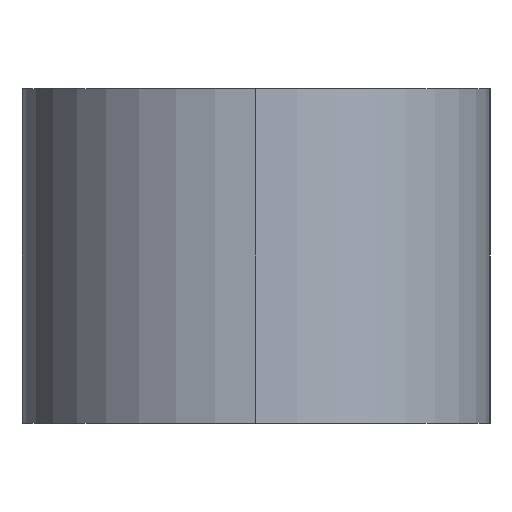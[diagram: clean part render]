
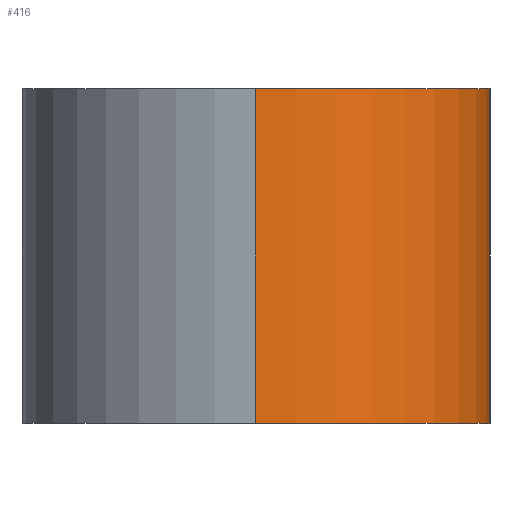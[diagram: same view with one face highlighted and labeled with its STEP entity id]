
A CAD part, left-side view. The second image highlights one B-rep face of the part: STEP entity #416.
In plain terms, the highlighted cylindrical face has radius 7 mm (diameter 14 mm), a partial arc.
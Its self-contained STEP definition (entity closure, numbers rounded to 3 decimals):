
#8 = CIRCLE ( 'NONE', #163, 7. ) ;
#9 = ORIENTED_EDGE ( 'NONE', *, *, #324, .T. ) ;
#14 = LINE ( 'NONE', #51, #199 ) ;
#18 = CARTESIAN_POINT ( 'NONE',  ( 0., 0., 5. ) ) ;
#51 = CARTESIAN_POINT ( 'NONE',  ( -7., 0., 5. ) ) ;
#57 = CYLINDRICAL_SURFACE ( 'NONE', #236, 7. ) ;
#70 = VERTEX_POINT ( 'NONE', #405 ) ;
#82 = ORIENTED_EDGE ( 'NONE', *, *, #289, .T. ) ;
#84 = FACE_OUTER_BOUND ( 'NONE', #164, .T. ) ;
#106 = VERTEX_POINT ( 'NONE', #107 ) ;
#107 = CARTESIAN_POINT ( 'NONE',  ( -7., 0., 5. ) ) ;
#111 = CARTESIAN_POINT ( 'NONE',  ( -7., 0., -5. ) ) ;
#115 = DIRECTION ( 'NONE',  ( 0., 0., -1. ) ) ;
#135 = AXIS2_PLACEMENT_3D ( 'NONE', #18, #234, #406 ) ;
#162 = VERTEX_POINT ( 'NONE', #248 ) ;
#163 = AXIS2_PLACEMENT_3D ( 'NONE', #335, #305, #207 ) ;
#164 = EDGE_LOOP ( 'NONE', ( #301, #9, #82, #389 ) ) ;
#174 = DIRECTION ( 'NONE',  ( 0., 0., -1. ) ) ;
#185 = CIRCLE ( 'NONE', #135, 7. ) ;
#199 = VECTOR ( 'NONE', #174, 1000. ) ;
#207 = DIRECTION ( 'NONE',  ( 1., 0., 0. ) ) ;
#211 = DIRECTION ( 'NONE',  ( 0., 0., -1. ) ) ;
#234 = DIRECTION ( 'NONE',  ( 0., 0., 1. ) ) ;
#236 = AXIS2_PLACEMENT_3D ( 'NONE', #371, #211, #338 ) ;
#248 = CARTESIAN_POINT ( 'NONE',  ( 0., -7., 5. ) ) ;
#283 = EDGE_CURVE ( 'NONE', #106, #162, #185, .T. ) ;
#289 = EDGE_CURVE ( 'NONE', #403, #70, #8, .T. ) ;
#301 = ORIENTED_EDGE ( 'NONE', *, *, #283, .F. ) ;
#305 = DIRECTION ( 'NONE',  ( 0., 0., 1. ) ) ;
#324 = EDGE_CURVE ( 'NONE', #106, #403, #14, .T. ) ;
#335 = CARTESIAN_POINT ( 'NONE',  ( 0., 0., -5. ) ) ;
#338 = DIRECTION ( 'NONE',  ( -1., 0., 0. ) ) ;
#369 = LINE ( 'NONE', #404, #400 ) ;
#371 = CARTESIAN_POINT ( 'NONE',  ( 0., 0., 5. ) ) ;
#389 = ORIENTED_EDGE ( 'NONE', *, *, #407, .F. ) ;
#400 = VECTOR ( 'NONE', #115, 1000. ) ;
#403 = VERTEX_POINT ( 'NONE', #111 ) ;
#404 = CARTESIAN_POINT ( 'NONE',  ( 0., -7., 5. ) ) ;
#405 = CARTESIAN_POINT ( 'NONE',  ( 0., -7., -5. ) ) ;
#406 = DIRECTION ( 'NONE',  ( 1., 0., 0. ) ) ;
#407 = EDGE_CURVE ( 'NONE', #162, #70, #369, .T. ) ;
#416 = ADVANCED_FACE ( 'NONE', ( #84 ), #57, .T. ) ;
